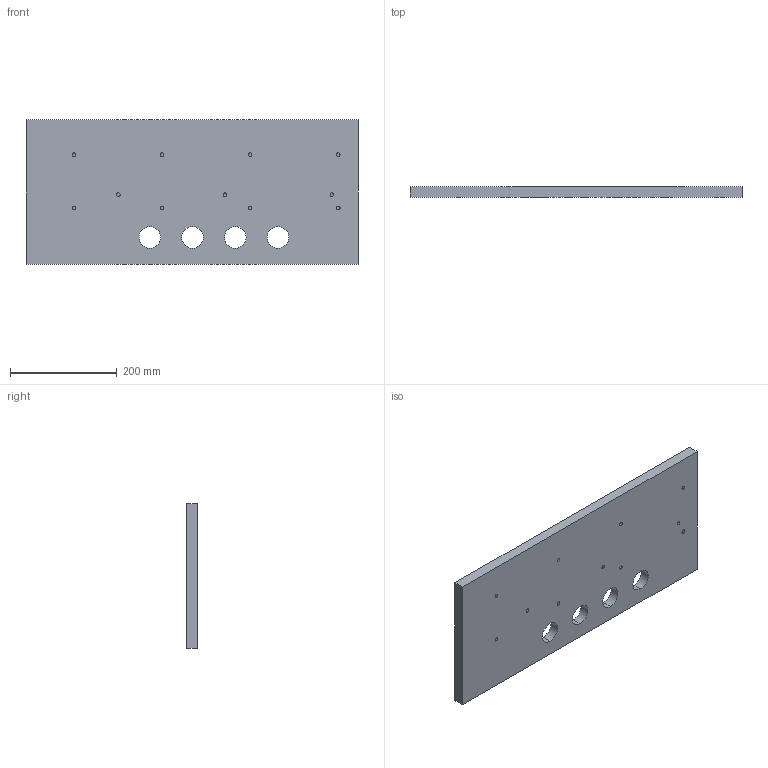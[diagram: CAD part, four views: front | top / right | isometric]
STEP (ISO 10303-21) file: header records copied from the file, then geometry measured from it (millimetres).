
FILE_DESCRIPTION (( 'STEP AP203' ), '1' );
FILE_NAME ('綴啣2.STEP', '2021-11-29T05:25:07', ( '' ), ( '' ), 'SwSTEP 2.0', 'SolidWorks 2018', '' );
FILE_SCHEMA (( 'CONFIG_CONTROL_DESIGN' ));
Length unit declared in the file: millimetre
Products named in the file (1): 綴啣2
Bounding box: 622 x 20 x 270 mm (x, y, z)
Volume: 3206910.1 mm3; surface area: 375813.4 mm2
Topology: 1 solids, 1 shells, 80 faces, 174 edges, 116 vertices
Faces by surface type: cylinder 50, plane 30
Entity records: 2331 total; most frequent: DIRECTION 436, CARTESIAN_POINT 371, ORIENTED_EDGE 348, AXIS2_PLACEMENT_3D 181, EDGE_CURVE 174, VERTEX_POINT 116, EDGE_LOOP 108, CIRCLE 100
